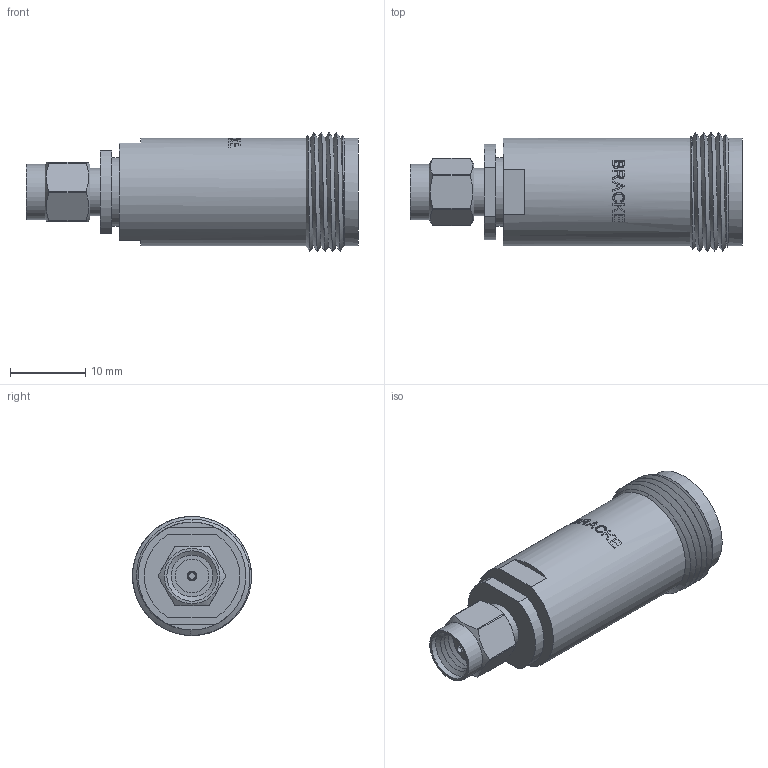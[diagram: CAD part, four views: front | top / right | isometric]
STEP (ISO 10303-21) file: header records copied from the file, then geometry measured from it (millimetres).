
FILE_DESCRIPTION(/* description */ (''),/* implementation_level */ '2;1');
FILE_NAME(/* name */ 'BM50035.step',/* time_stamp */ '2023-11-22T10:55:54-08:00',/* author */ (''),/* organization */ (''),/* preprocessor_version */ 'ST-DEVELOPER v20',/* originating_system */ 'Autodesk Translation Framework v12.14.0.127',/* authorisation */ '');
FILE_SCHEMA (('AUTOMOTIVE_DESIGN { 1 0 10303 214 3 1 1 }'));
Length unit declared in the file: inch
Products named in the file (1): (Unsaved)
Bounding box: 44.2 x 15.85 x 15.85 mm (x, y, z)
Volume: 4469 mm3; surface area: 3911.6 mm2
Topology: 11 solids, 11 shells, 346 faces, 935 edges, 615 vertices
Faces by surface type: plane 283, cylinder 38, cone 23, bspline 2
Full cylindrical faces by diameter (mm): 0.517 x1, 0.889 x1, 1.27 x1, 1.315 x1, 1.73 x1, 4.435 x1, 6.35 x1, 6.706 x6, 6.808 x1, 7.379 x1, 9.144 x1, 10.685 x1, 14.347 x2, 15.85 x1
Entity records: 12649 total; most frequent: CARTESIAN_POINT 3451, DIRECTION 2123, ORIENTED_EDGE 1868, EDGE_CURVE 934, AXIS2_PLACEMENT_3D 881, VERTEX_POINT 615, ELLIPSE 388, EDGE_LOOP 367
